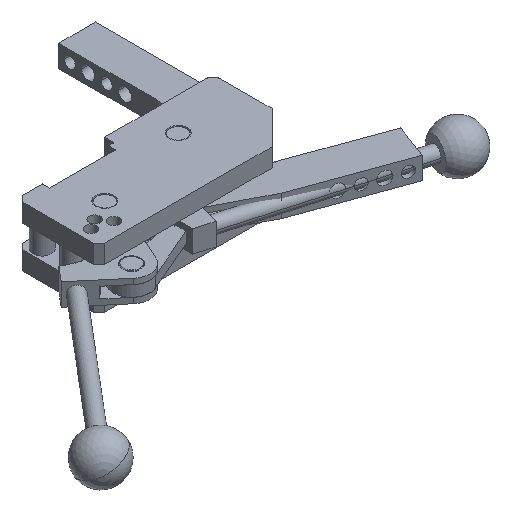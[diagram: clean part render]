
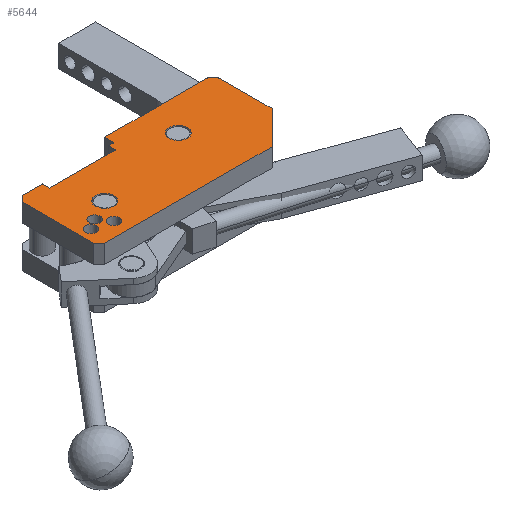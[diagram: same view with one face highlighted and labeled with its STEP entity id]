
A CAD part, isometric view. The second image highlights one B-rep face of the part: STEP entity #5644.
In plain terms, the highlighted planar face has unit normal (0, 0, 1).
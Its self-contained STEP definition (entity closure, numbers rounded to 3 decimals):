
#5203=AXIS2_PLACEMENT_3D('Circle Axis2P3D',#5201,#5202,$) ;
#5229=AXIS2_PLACEMENT_3D('Circle Axis2P3D',#5227,#5228,$) ;
#5255=AXIS2_PLACEMENT_3D('Circle Axis2P3D',#5253,#5254,$) ;
#5281=AXIS2_PLACEMENT_3D('Circle Axis2P3D',#5279,#5280,$) ;
#5307=AXIS2_PLACEMENT_3D('Circle Axis2P3D',#5305,#5306,$) ;
#5333=AXIS2_PLACEMENT_3D('Circle Axis2P3D',#5331,#5332,$) ;
#5578=AXIS2_PLACEMENT_3D('Plane Axis2P3D',#5575,#5576,#5577) ;
#5598=AXIS2_PLACEMENT_3D('Circle Axis2P3D',#5596,#5597,$) ;
#5607=AXIS2_PLACEMENT_3D('Circle Axis2P3D',#5605,#5606,$) ;
#5616=AXIS2_PLACEMENT_3D('Circle Axis2P3D',#5614,#5615,$) ;
#5625=AXIS2_PLACEMENT_3D('Circle Axis2P3D',#5623,#5624,$) ;
#4798=CARTESIAN_POINT('Vertex',(-22.,13.,16.25)) ;
#4801=CARTESIAN_POINT('Line Origine',(-22.,15.5,16.25)) ;
#4805=CARTESIAN_POINT('Vertex',(-22.,18.,16.25)) ;
#4831=CARTESIAN_POINT('Vertex',(-25.,13.,16.25)) ;
#4834=CARTESIAN_POINT('Line Origine',(-23.5,13.,16.25)) ;
#4857=CARTESIAN_POINT('Vertex',(-25.,9.,16.25)) ;
#4860=CARTESIAN_POINT('Line Origine',(-25.,11.,16.25)) ;
#4883=CARTESIAN_POINT('Vertex',(-61.,9.,16.25)) ;
#4886=CARTESIAN_POINT('Line Origine',(-43.,9.,16.25)) ;
#4945=CARTESIAN_POINT('Vertex',(-61.,13.,16.25)) ;
#4948=CARTESIAN_POINT('Line Origine',(-61.,11.,16.25)) ;
#4971=CARTESIAN_POINT('Vertex',(-72.,13.,16.25)) ;
#4974=CARTESIAN_POINT('Line Origine',(-66.5,13.,16.25)) ;
#4997=CARTESIAN_POINT('Vertex',(-75.,10.,16.25)) ;
#5000=CARTESIAN_POINT('Line Origine',(-73.5,11.5,16.25)) ;
#5023=CARTESIAN_POINT('Vertex',(-75.,-29.,16.25)) ;
#5026=CARTESIAN_POINT('Line Origine',(-75.,-9.5,16.25)) ;
#5049=CARTESIAN_POINT('Vertex',(-72.,-32.,16.25)) ;
#5052=CARTESIAN_POINT('Line Origine',(-73.5,-30.5,16.25)) ;
#5075=CARTESIAN_POINT('Vertex',(19.,-32.,16.25)) ;
#5078=CARTESIAN_POINT('Line Origine',(-26.5,-32.,16.25)) ;
#5101=CARTESIAN_POINT('Vertex',(37.,-14.,16.25)) ;
#5104=CARTESIAN_POINT('Line Origine',(28.,-23.,16.25)) ;
#5127=CARTESIAN_POINT('Vertex',(37.,15.,16.25)) ;
#5130=CARTESIAN_POINT('Line Origine',(37.,0.5,16.25)) ;
#5153=CARTESIAN_POINT('Vertex',(34.,18.,16.25)) ;
#5156=CARTESIAN_POINT('Line Origine',(35.5,16.5,16.25)) ;
#5175=CARTESIAN_POINT('Line Origine',(6.,18.,16.25)) ;
#5198=CARTESIAN_POINT('Vertex',(-72.,-21.5,16.25)) ;
#5201=CARTESIAN_POINT('Axis2P3D Location',(-69.,-21.5,16.25)) ;
#5205=CARTESIAN_POINT('Vertex',(-66.,-21.5,16.25)) ;
#5227=CARTESIAN_POINT('Axis2P3D Location',(-69.,-21.5,16.25)) ;
#5250=CARTESIAN_POINT('Vertex',(-66.5,-18.,16.25)) ;
#5253=CARTESIAN_POINT('Axis2P3D Location',(-63.5,-18.,16.25)) ;
#5257=CARTESIAN_POINT('Vertex',(-60.5,-18.,16.25)) ;
#5279=CARTESIAN_POINT('Axis2P3D Location',(-63.5,-18.,16.25)) ;
#5302=CARTESIAN_POINT('Vertex',(-62.,-24.,16.25)) ;
#5305=CARTESIAN_POINT('Axis2P3D Location',(-59.,-24.,16.25)) ;
#5309=CARTESIAN_POINT('Vertex',(-56.,-24.,16.25)) ;
#5331=CARTESIAN_POINT('Axis2P3D Location',(-59.,-24.,16.25)) ;
#5575=CARTESIAN_POINT('Axis2P3D Location',(0.,0.,16.25)) ;
#5596=CARTESIAN_POINT('Axis2P3D Location',(0.,0.,16.25)) ;
#5600=CARTESIAN_POINT('Vertex',(-5.,0.,16.25)) ;
#5602=CARTESIAN_POINT('Vertex',(5.,0.,16.25)) ;
#5605=CARTESIAN_POINT('Axis2P3D Location',(0.,0.,16.25)) ;
#5614=CARTESIAN_POINT('Axis2P3D Location',(-52.,-12.,16.25)) ;
#5618=CARTESIAN_POINT('Vertex',(-57.,-12.,16.25)) ;
#5620=CARTESIAN_POINT('Vertex',(-47.,-12.,16.25)) ;
#5623=CARTESIAN_POINT('Axis2P3D Location',(-52.,-12.,16.25)) ;
#4802=DIRECTION('Vector Direction',(0.,-1.,0.)) ;
#4835=DIRECTION('Vector Direction',(-1.,0.,0.)) ;
#4861=DIRECTION('Vector Direction',(0.,-1.,0.)) ;
#4887=DIRECTION('Vector Direction',(-1.,0.,0.)) ;
#4949=DIRECTION('Vector Direction',(0.,1.,0.)) ;
#4975=DIRECTION('Vector Direction',(-1.,0.,0.)) ;
#5001=DIRECTION('Vector Direction',(-0.707,-0.707,0.)) ;
#5027=DIRECTION('Vector Direction',(0.,-1.,0.)) ;
#5053=DIRECTION('Vector Direction',(-0.707,0.707,0.)) ;
#5079=DIRECTION('Vector Direction',(1.,0.,0.)) ;
#5105=DIRECTION('Vector Direction',(0.707,0.707,0.)) ;
#5131=DIRECTION('Vector Direction',(0.,1.,0.)) ;
#5157=DIRECTION('Vector Direction',(-0.707,0.707,0.)) ;
#5176=DIRECTION('Vector Direction',(-1.,0.,0.)) ;
#5202=DIRECTION('Axis2P3D Direction',(0.,0.,1.)) ;
#5228=DIRECTION('Axis2P3D Direction',(0.,0.,1.)) ;
#5254=DIRECTION('Axis2P3D Direction',(0.,0.,1.)) ;
#5280=DIRECTION('Axis2P3D Direction',(0.,0.,1.)) ;
#5306=DIRECTION('Axis2P3D Direction',(0.,0.,1.)) ;
#5332=DIRECTION('Axis2P3D Direction',(0.,0.,1.)) ;
#5576=DIRECTION('Axis2P3D Direction',(0.,0.,1.)) ;
#5577=DIRECTION('Axis2P3D XDirection',(1.,0.,0.)) ;
#5597=DIRECTION('Axis2P3D Direction',(0.,0.,1.)) ;
#5606=DIRECTION('Axis2P3D Direction',(0.,0.,1.)) ;
#5615=DIRECTION('Axis2P3D Direction',(0.,0.,1.)) ;
#5624=DIRECTION('Axis2P3D Direction',(0.,0.,1.)) ;
#4803=VECTOR('Line Direction',#4802,1.) ;
#4836=VECTOR('Line Direction',#4835,1.) ;
#4862=VECTOR('Line Direction',#4861,1.) ;
#4888=VECTOR('Line Direction',#4887,1.) ;
#4950=VECTOR('Line Direction',#4949,1.) ;
#4976=VECTOR('Line Direction',#4975,1.) ;
#5002=VECTOR('Line Direction',#5001,1.) ;
#5028=VECTOR('Line Direction',#5027,1.) ;
#5054=VECTOR('Line Direction',#5053,1.) ;
#5080=VECTOR('Line Direction',#5079,1.) ;
#5106=VECTOR('Line Direction',#5105,1.) ;
#5132=VECTOR('Line Direction',#5131,1.) ;
#5158=VECTOR('Line Direction',#5157,1.) ;
#5177=VECTOR('Line Direction',#5176,1.) ;
#5581=ORIENTED_EDGE('',*,*,#4807,.T.) ;
#5582=ORIENTED_EDGE('',*,*,#4838,.T.) ;
#5583=ORIENTED_EDGE('',*,*,#4864,.T.) ;
#5584=ORIENTED_EDGE('',*,*,#4890,.T.) ;
#5585=ORIENTED_EDGE('',*,*,#4952,.T.) ;
#5586=ORIENTED_EDGE('',*,*,#4978,.T.) ;
#5587=ORIENTED_EDGE('',*,*,#5004,.T.) ;
#5588=ORIENTED_EDGE('',*,*,#5030,.T.) ;
#5589=ORIENTED_EDGE('',*,*,#5056,.T.) ;
#5590=ORIENTED_EDGE('',*,*,#5082,.T.) ;
#5591=ORIENTED_EDGE('',*,*,#5108,.T.) ;
#5592=ORIENTED_EDGE('',*,*,#5134,.T.) ;
#5593=ORIENTED_EDGE('',*,*,#5160,.T.) ;
#5594=ORIENTED_EDGE('',*,*,#5179,.T.) ;
#5611=ORIENTED_EDGE('',*,*,#5604,.F.) ;
#5612=ORIENTED_EDGE('',*,*,#5609,.F.) ;
#5629=ORIENTED_EDGE('',*,*,#5622,.F.) ;
#5630=ORIENTED_EDGE('',*,*,#5627,.F.) ;
#5633=ORIENTED_EDGE('',*,*,#5207,.F.) ;
#5634=ORIENTED_EDGE('',*,*,#5231,.F.) ;
#5637=ORIENTED_EDGE('',*,*,#5259,.F.) ;
#5638=ORIENTED_EDGE('',*,*,#5283,.F.) ;
#5641=ORIENTED_EDGE('',*,*,#5311,.F.) ;
#5642=ORIENTED_EDGE('',*,*,#5335,.F.) ;
#5613=FACE_BOUND('',#5610,.T.) ;
#5631=FACE_BOUND('',#5628,.T.) ;
#5635=FACE_BOUND('',#5632,.T.) ;
#5639=FACE_BOUND('',#5636,.T.) ;
#5643=FACE_BOUND('',#5640,.T.) ;
#5644=ADVANCED_FACE('HKU_32_TUENKERS',(#5595,#5613,#5631,#5635,#5639,#5643),#5579,.T.) ;
#5204=CIRCLE('generated circle',#5203,3.) ;
#5230=CIRCLE('generated circle',#5229,3.) ;
#5256=CIRCLE('generated circle',#5255,3.) ;
#5282=CIRCLE('generated circle',#5281,3.) ;
#5308=CIRCLE('generated circle',#5307,3.) ;
#5334=CIRCLE('generated circle',#5333,3.) ;
#5599=CIRCLE('generated circle',#5598,5.) ;
#5608=CIRCLE('generated circle',#5607,5.) ;
#5617=CIRCLE('generated circle',#5616,5.) ;
#5626=CIRCLE('generated circle',#5625,5.) ;
#4807=EDGE_CURVE('',#4806,#4799,#4804,.T.) ;
#4838=EDGE_CURVE('',#4799,#4832,#4837,.T.) ;
#4864=EDGE_CURVE('',#4832,#4858,#4863,.T.) ;
#4890=EDGE_CURVE('',#4858,#4884,#4889,.T.) ;
#4952=EDGE_CURVE('',#4884,#4946,#4951,.T.) ;
#4978=EDGE_CURVE('',#4946,#4972,#4977,.T.) ;
#5004=EDGE_CURVE('',#4972,#4998,#5003,.T.) ;
#5030=EDGE_CURVE('',#4998,#5024,#5029,.T.) ;
#5056=EDGE_CURVE('',#5024,#5050,#5055,.F.) ;
#5082=EDGE_CURVE('',#5050,#5076,#5081,.T.) ;
#5108=EDGE_CURVE('',#5076,#5102,#5107,.T.) ;
#5134=EDGE_CURVE('',#5102,#5128,#5133,.T.) ;
#5160=EDGE_CURVE('',#5128,#5154,#5159,.T.) ;
#5179=EDGE_CURVE('',#5154,#4806,#5178,.T.) ;
#5207=EDGE_CURVE('',#5199,#5206,#5204,.T.) ;
#5231=EDGE_CURVE('',#5206,#5199,#5230,.T.) ;
#5259=EDGE_CURVE('',#5251,#5258,#5256,.T.) ;
#5283=EDGE_CURVE('',#5258,#5251,#5282,.T.) ;
#5311=EDGE_CURVE('',#5303,#5310,#5308,.T.) ;
#5335=EDGE_CURVE('',#5310,#5303,#5334,.T.) ;
#5604=EDGE_CURVE('',#5601,#5603,#5599,.T.) ;
#5609=EDGE_CURVE('',#5603,#5601,#5608,.T.) ;
#5622=EDGE_CURVE('',#5619,#5621,#5617,.T.) ;
#5627=EDGE_CURVE('',#5621,#5619,#5626,.T.) ;
#5580=EDGE_LOOP('',(#5581,#5582,#5583,#5584,#5585,#5586,#5587,#5588,#5589,#5590,#5591,#5592,#5593,#5594)) ;
#5610=EDGE_LOOP('',(#5611,#5612)) ;
#5628=EDGE_LOOP('',(#5629,#5630)) ;
#5632=EDGE_LOOP('',(#5633,#5634)) ;
#5636=EDGE_LOOP('',(#5637,#5638)) ;
#5640=EDGE_LOOP('',(#5641,#5642)) ;
#5595=FACE_OUTER_BOUND('',#5580,.T.) ;
#4804=LINE('Line',#4801,#4803) ;
#4837=LINE('Line',#4834,#4836) ;
#4863=LINE('Line',#4860,#4862) ;
#4889=LINE('Line',#4886,#4888) ;
#4951=LINE('Line',#4948,#4950) ;
#4977=LINE('Line',#4974,#4976) ;
#5003=LINE('Line',#5000,#5002) ;
#5029=LINE('Line',#5026,#5028) ;
#5055=LINE('Line',#5052,#5054) ;
#5081=LINE('Line',#5078,#5080) ;
#5107=LINE('Line',#5104,#5106) ;
#5133=LINE('Line',#5130,#5132) ;
#5159=LINE('Line',#5156,#5158) ;
#5178=LINE('Line',#5175,#5177) ;
#5579=PLANE('Plane',#5578) ;
#4799=VERTEX_POINT('',#4798) ;
#4806=VERTEX_POINT('',#4805) ;
#4832=VERTEX_POINT('',#4831) ;
#4858=VERTEX_POINT('',#4857) ;
#4884=VERTEX_POINT('',#4883) ;
#4946=VERTEX_POINT('',#4945) ;
#4972=VERTEX_POINT('',#4971) ;
#4998=VERTEX_POINT('',#4997) ;
#5024=VERTEX_POINT('',#5023) ;
#5050=VERTEX_POINT('',#5049) ;
#5076=VERTEX_POINT('',#5075) ;
#5102=VERTEX_POINT('',#5101) ;
#5128=VERTEX_POINT('',#5127) ;
#5154=VERTEX_POINT('',#5153) ;
#5199=VERTEX_POINT('',#5198) ;
#5206=VERTEX_POINT('',#5205) ;
#5251=VERTEX_POINT('',#5250) ;
#5258=VERTEX_POINT('',#5257) ;
#5303=VERTEX_POINT('',#5302) ;
#5310=VERTEX_POINT('',#5309) ;
#5601=VERTEX_POINT('',#5600) ;
#5603=VERTEX_POINT('',#5602) ;
#5619=VERTEX_POINT('',#5618) ;
#5621=VERTEX_POINT('',#5620) ;
